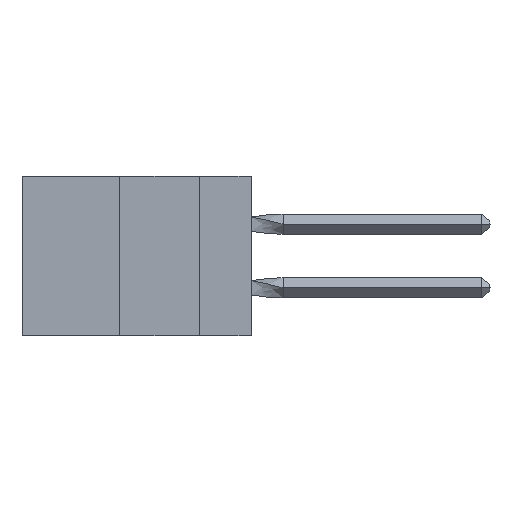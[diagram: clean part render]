
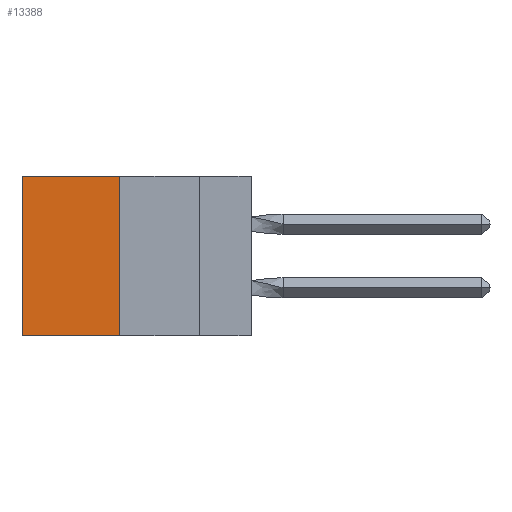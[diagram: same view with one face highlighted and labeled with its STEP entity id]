
A CAD part, left-side view. The second image highlights one B-rep face of the part: STEP entity #13388.
In plain terms, the highlighted planar face has unit normal (-1, 0, 0).
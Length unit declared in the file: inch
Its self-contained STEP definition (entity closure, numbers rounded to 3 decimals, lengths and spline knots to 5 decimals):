
#227 = DIRECTION ( 'NONE',  ( 0., 1., 0. ) ) ;
#813 = LINE ( 'NONE', #9518, #6590 ) ;
#1074 = DIRECTION ( 'NONE',  ( 1., 0., 0. ) ) ;
#1229 = CARTESIAN_POINT ( 'NONE',  ( 0.305, 0.413, -0.5 ) ) ;
#1333 = EDGE_CURVE ( 'NONE', #9335, #16467, #23432, .T. ) ;
#1384 = DIRECTION ( 'NONE',  ( 0., 0., -1. ) ) ;
#2725 = EDGE_LOOP ( 'NONE', ( #20669, #17524, #13521, #17665 ) ) ;
#3742 = EDGE_CURVE ( 'NONE', #9335, #11960, #23659, .T. ) ;
#4659 = CARTESIAN_POINT ( 'NONE',  ( 0.305, 0.413, -0.5 ) ) ;
#6590 = VECTOR ( 'NONE', #18808, 39.37008 ) ;
#8960 = FACE_OUTER_BOUND ( 'NONE', #2725, .T. ) ;
#9110 = CARTESIAN_POINT ( 'NONE',  ( 0.305, 0.413, 0. ) ) ;
#9328 = CARTESIAN_POINT ( 'NONE',  ( 0.305, 0.413, 0. ) ) ;
#9335 = VERTEX_POINT ( 'NONE', #9110 ) ;
#9518 = CARTESIAN_POINT ( 'NONE',  ( 0.305, 0.72, -0.5 ) ) ;
#10114 = LINE ( 'NONE', #1229, #10958 ) ;
#10958 = VECTOR ( 'NONE', #21568, 39.37008 ) ;
#11960 = VERTEX_POINT ( 'NONE', #18039 ) ;
#12510 = CARTESIAN_POINT ( 'NONE',  ( 0.305, 0.413, -0.5 ) ) ;
#13388 = ADVANCED_FACE ( 'NONE', ( #8960 ), #21486, .F. ) ;
#13443 = EDGE_CURVE ( 'NONE', #16467, #17151, #10114, .T. ) ;
#13521 = ORIENTED_EDGE ( 'NONE', *, *, #1333, .F. ) ;
#13522 = AXIS2_PLACEMENT_3D ( 'NONE', #12510, #1074, #1384 ) ;
#13741 = EDGE_CURVE ( 'NONE', #11960, #17151, #813, .T. ) ;
#15257 = CARTESIAN_POINT ( 'NONE',  ( 0.305, 0.72, -0.5 ) ) ;
#15855 = VECTOR ( 'NONE', #19207, 39.37008 ) ;
#16467 = VERTEX_POINT ( 'NONE', #22409 ) ;
#17151 = VERTEX_POINT ( 'NONE', #15257 ) ;
#17524 = ORIENTED_EDGE ( 'NONE', *, *, #13443, .F. ) ;
#17665 = ORIENTED_EDGE ( 'NONE', *, *, #3742, .T. ) ;
#18039 = CARTESIAN_POINT ( 'NONE',  ( 0.305, 0.72, 0. ) ) ;
#18808 = DIRECTION ( 'NONE',  ( 0., 0., -1. ) ) ;
#19207 = DIRECTION ( 'NONE',  ( 0., 0., -1. ) ) ;
#20506 = VECTOR ( 'NONE', #227, 39.37008 ) ;
#20669 = ORIENTED_EDGE ( 'NONE', *, *, #13741, .T. ) ;
#21486 = PLANE ( 'NONE',  #13522 ) ;
#21568 = DIRECTION ( 'NONE',  ( 0., 1., 0. ) ) ;
#22409 = CARTESIAN_POINT ( 'NONE',  ( 0.305, 0.413, -0.5 ) ) ;
#23432 = LINE ( 'NONE', #4659, #15855 ) ;
#23659 = LINE ( 'NONE', #9328, #20506 ) ;
